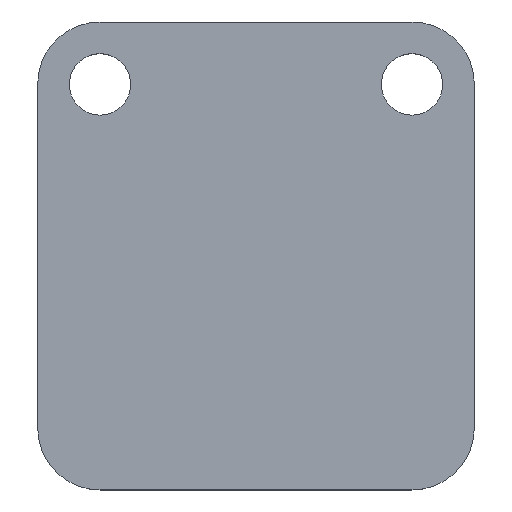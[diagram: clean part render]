
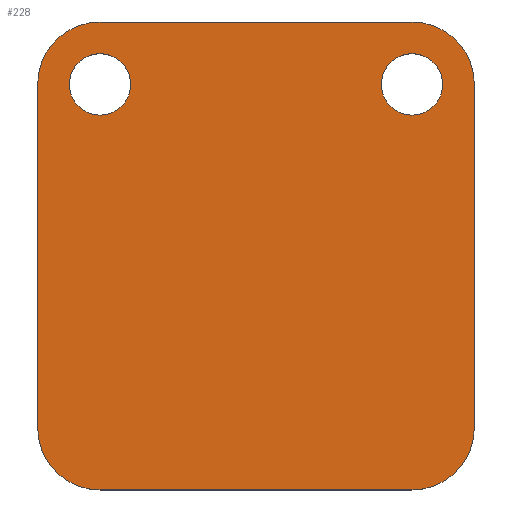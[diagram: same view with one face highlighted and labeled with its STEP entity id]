
A CAD part, top view. The second image highlights one B-rep face of the part: STEP entity #228.
In plain terms, the highlighted planar face has unit normal (0, 0, 1).
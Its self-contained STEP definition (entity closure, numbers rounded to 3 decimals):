
#17=FACE_BOUND('',#51,.T.);
#18=FACE_BOUND('',#52,.T.);
#24=PLANE('',#266);
#36=FACE_OUTER_BOUND('',#50,.T.);
#50=EDGE_LOOP('',(#201,#202,#203,#204,#205,#206,#207,#208));
#51=EDGE_LOOP('',(#209));
#52=EDGE_LOOP('',(#210));
#57=LINE('',#350,#75);
#63=LINE('',#374,#81);
#66=LINE('',#382,#84);
#70=LINE('',#396,#88);
#75=VECTOR('',#281,10.);
#81=VECTOR('',#305,10.);
#84=VECTOR('',#314,10.);
#88=VECTOR('',#332,10.);
#89=CIRCLE('',#244,2.54);
#96=CIRCLE('',#254,2.54);
#97=CIRCLE('',#257,2.54);
#98=CIRCLE('',#260,2.54);
#99=CIRCLE('',#262,1.25);
#100=CIRCLE('',#264,1.25);
#101=VERTEX_POINT('',#337);
#102=VERTEX_POINT('',#338);
#106=VERTEX_POINT('',#348);
#114=VERTEX_POINT('',#368);
#115=VERTEX_POINT('',#372);
#116=VERTEX_POINT('',#376);
#117=VERTEX_POINT('',#380);
#118=VERTEX_POINT('',#384);
#119=VERTEX_POINT('',#388);
#120=VERTEX_POINT('',#392);
#121=EDGE_CURVE('',#101,#102,#89,.T.);
#127=EDGE_CURVE('',#101,#106,#57,.T.);
#136=EDGE_CURVE('',#114,#106,#96,.T.);
#139=EDGE_CURVE('',#114,#115,#63,.T.);
#140=EDGE_CURVE('',#116,#115,#97,.T.);
#143=EDGE_CURVE('',#116,#117,#66,.T.);
#144=EDGE_CURVE('',#118,#117,#98,.T.);
#146=EDGE_CURVE('',#119,#119,#99,.T.);
#148=EDGE_CURVE('',#120,#120,#100,.T.);
#150=EDGE_CURVE('',#118,#102,#70,.T.);
#201=ORIENTED_EDGE('',*,*,#121,.F.);
#202=ORIENTED_EDGE('',*,*,#127,.T.);
#203=ORIENTED_EDGE('',*,*,#136,.F.);
#204=ORIENTED_EDGE('',*,*,#139,.T.);
#205=ORIENTED_EDGE('',*,*,#140,.F.);
#206=ORIENTED_EDGE('',*,*,#143,.T.);
#207=ORIENTED_EDGE('',*,*,#144,.F.);
#208=ORIENTED_EDGE('',*,*,#150,.T.);
#209=ORIENTED_EDGE('',*,*,#148,.T.);
#210=ORIENTED_EDGE('',*,*,#146,.T.);
#228=ADVANCED_FACE('',(#36,#17,#18),#24,.T.);
#244=AXIS2_PLACEMENT_3D('',#339,#271,#272);
#254=AXIS2_PLACEMENT_3D('',#369,#299,#300);
#257=AXIS2_PLACEMENT_3D('',#377,#308,#309);
#260=AXIS2_PLACEMENT_3D('',#385,#317,#318);
#262=AXIS2_PLACEMENT_3D('',#389,#322,#323);
#264=AXIS2_PLACEMENT_3D('',#393,#327,#328);
#266=AXIS2_PLACEMENT_3D('',#397,#333,#334);
#271=DIRECTION('center_axis',(0.,0.,-1.));
#272=DIRECTION('ref_axis',(0.707,0.707,0.));
#281=DIRECTION('',(-1.,0.,0.));
#299=DIRECTION('center_axis',(0.,0.,-1.));
#300=DIRECTION('ref_axis',(-0.707,0.707,0.));
#305=DIRECTION('',(0.,-1.,0.));
#308=DIRECTION('center_axis',(0.,0.,-1.));
#309=DIRECTION('ref_axis',(-0.707,-0.707,0.));
#314=DIRECTION('',(1.,0.,0.));
#317=DIRECTION('center_axis',(0.,0.,-1.));
#318=DIRECTION('ref_axis',(0.707,-0.707,0.));
#322=DIRECTION('center_axis',(0.,0.,-1.));
#323=DIRECTION('ref_axis',(1.,0.,0.));
#327=DIRECTION('center_axis',(0.,0.,-1.));
#328=DIRECTION('ref_axis',(1.,0.,0.));
#332=DIRECTION('',(0.,1.,0.));
#333=DIRECTION('center_axis',(0.,0.,1.));
#334=DIRECTION('ref_axis',(1.,0.,0.));
#337=CARTESIAN_POINT('',(15.24,19.05,1.6));
#338=CARTESIAN_POINT('',(17.78,16.51,1.6));
#339=CARTESIAN_POINT('Origin',(15.24,16.51,1.6));
#348=CARTESIAN_POINT('',(2.54,19.05,1.6));
#350=CARTESIAN_POINT('',(17.78,19.05,1.6));
#368=CARTESIAN_POINT('',(0.,16.51,1.6));
#369=CARTESIAN_POINT('Origin',(2.54,16.51,1.6));
#372=CARTESIAN_POINT('',(0.,2.54,1.6));
#374=CARTESIAN_POINT('',(0.,19.05,1.6));
#376=CARTESIAN_POINT('',(2.54,0.,1.6));
#377=CARTESIAN_POINT('Origin',(2.54,2.54,1.6));
#380=CARTESIAN_POINT('',(15.24,0.,1.6));
#382=CARTESIAN_POINT('',(0.,0.,1.6));
#384=CARTESIAN_POINT('',(17.78,2.54,1.6));
#385=CARTESIAN_POINT('Origin',(15.24,2.54,1.6));
#388=CARTESIAN_POINT('',(1.29,16.51,1.6));
#389=CARTESIAN_POINT('Origin',(2.54,16.51,1.6));
#392=CARTESIAN_POINT('',(13.99,16.51,1.6));
#393=CARTESIAN_POINT('Origin',(15.24,16.51,1.6));
#396=CARTESIAN_POINT('',(17.78,0.,1.6));
#397=CARTESIAN_POINT('Origin',(8.89,9.525,1.6));
